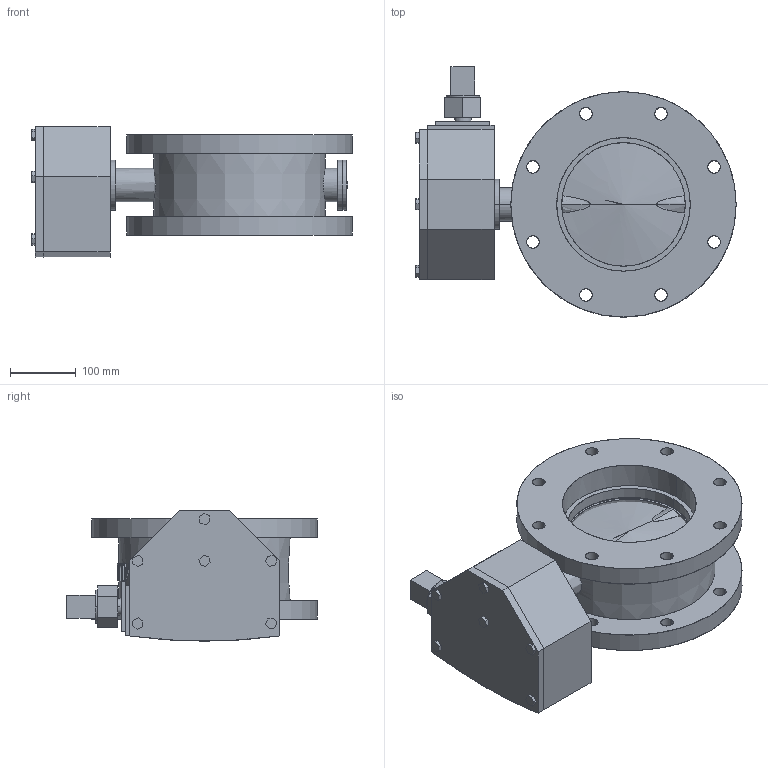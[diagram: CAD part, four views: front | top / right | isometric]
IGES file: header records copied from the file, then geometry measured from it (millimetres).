
Start section: SolidWorks IGES file using analytic representation for surfaces
Global section: file name: B_8.IGS; native system: SolidWorks 2012; preprocessor: SolidWorks 2012; author: CAD; date: 150330.173758; units: inch
Bounding box: 487.43 x 381 x 198.47 mm (x, y, z)
Surface area: 1048115.6 mm2 (no closed solid volume)
Topology: 0 solids, 0 shells, 385 faces, 7766 edges, 7762 vertices
Faces by surface type: bspline 237, revolution 148
